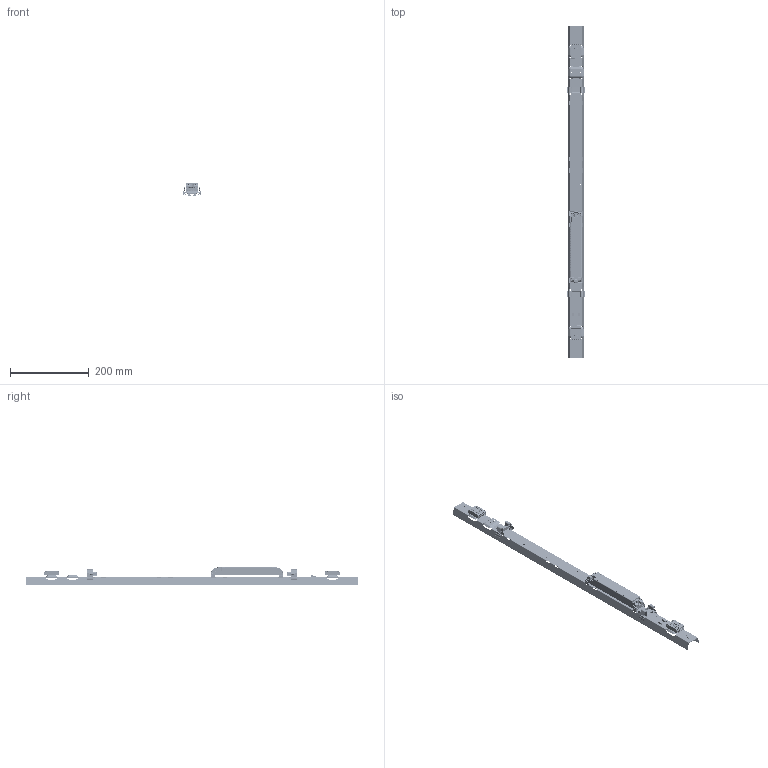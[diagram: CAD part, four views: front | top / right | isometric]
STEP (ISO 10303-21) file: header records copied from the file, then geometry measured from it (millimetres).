
FILE_DESCRIPTION(/* description */ ('This is a sample STEP configuration'),/* implementation_level */ '2;1');
FILE_NAME(/* name */ '715-0701110xxxxxx _Simple.ipt_Rev_00.2.stp',/* time_stamp */ '2022-02-16T13:26:44+01:00',/* author */ ('powerJobs'),/* organization */ ('coolOrange'),/* preprocessor_version */ 'ST-DEVELOPER v18.1',/* originating_system */ 'Autodesk Inventor 2020',/* authorisation */ '');
FILE_SCHEMA (('AUTOMOTIVE_DESIGN { 1 0 10303 214 3 1 1 }'));
Products named in the file (1): ENG000025134
Bounding box: 47.39 x 841.5 x 46.51 mm (x, y, z)
Volume: 105136.8 mm3; surface area: 236707.9 mm2
Topology: 30 solids, 30 shells, 13498 faces, 36645 edges, 23247 vertices
Faces by surface type: plane 8839, cylinder 2693, bspline 1542, sphere 197, cone 122, torus 105
Full cylindrical faces by diameter (mm): 2.8 x18, 3 x1, 3.2 x9, 3.7 x12, 4.5 x9
Entity records: 514494 total; most frequent: CARTESIAN_POINT 164474, ORIENTED_EDGE 72956, DIRECTION 65450, EDGE_CURVE 36478, LINE 27636, VECTOR 27636, VERTEX_POINT 23247, AXIS2_PLACEMENT_3D 18907
